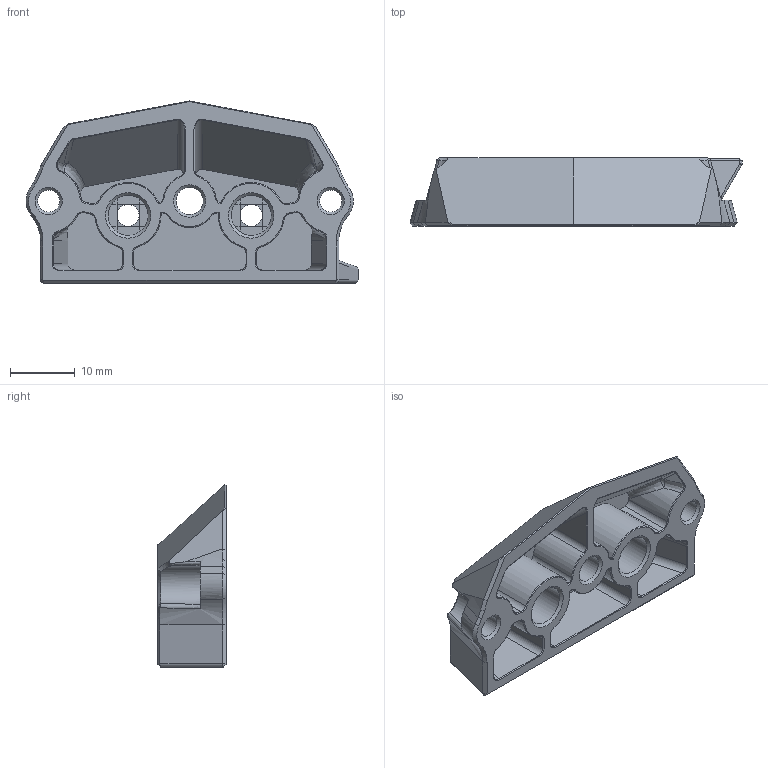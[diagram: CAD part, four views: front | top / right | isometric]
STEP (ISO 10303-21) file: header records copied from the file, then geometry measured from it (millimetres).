
FILE_DESCRIPTION(/* description */ ('STEP AP242','CAx-IF Rec.Pracs.---Representation and Presentation of Product Manufacturing Information (PMI)---4.0---2014-10-13','CAx-IF Rec.Pracs.---3D Tessellated Geometry---0.4---2014-09-14','2;1'),/* implementation_level */ '2;1');
FILE_NAME(/* name */ '63bbdd5b2446b5260392064f',/* time_stamp */ '2023-01-09T09:24:44+00:00',/* author */ (''),/* organization */ (''),/* preprocessor_version */ 'ST-DEVELOPER v18.102',/* originating_system */ ' ',/* authorisation */ ' ');
FILE_SCHEMA (('AP242_MANAGED_MODEL_BASED_3D_ENGINEERING_MIM_LF { 1 0 10303 442 1 1 4 }'));
Length unit declared in the file: metre
Products named in the file (1): Vz-Hextrudort_adaptor
Bounding box: 51.21 x 10.5 x 28.09 mm (x, y, z)
Volume: 5563.3 mm3; surface area: 5470.1 mm2
Topology: 1 solids, 1 shells, 562 faces, 1472 edges, 930 vertices
Faces by surface type: plane 319, bspline 135, cylinder 58, cone 47, sphere 2, torus 1
Full cylindrical faces by diameter (mm): 3.4 x4, 4.2 x1, 6.2 x2
Entity records: 18079 total; most frequent: CARTESIAN_POINT 5341, ORIENTED_EDGE 2900, DIRECTION 2137, EDGE_CURVE 1450, VERTEX_POINT 926, LINE 905, VECTOR 905, AXIS2_PLACEMENT_3D 616
